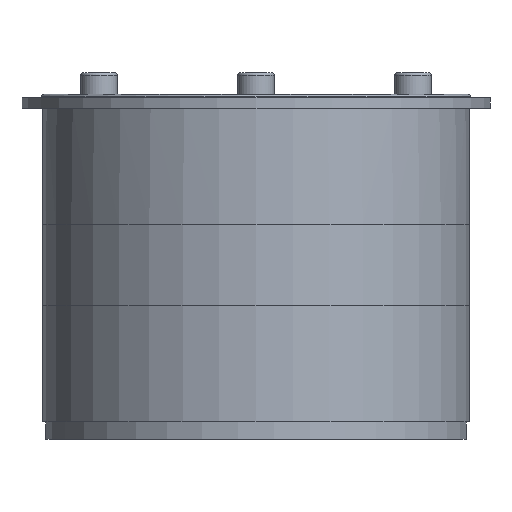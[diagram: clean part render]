
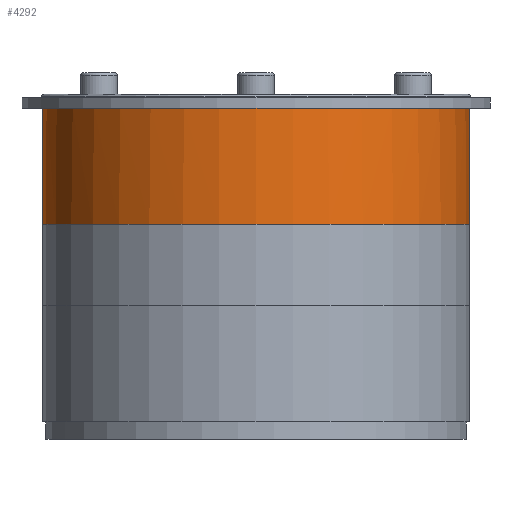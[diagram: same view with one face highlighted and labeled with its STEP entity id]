
A CAD part, front view. The second image highlights one B-rep face of the part: STEP entity #4292.
In plain terms, the highlighted cylindrical face has radius 50 mm (diameter 100 mm), a partial arc.
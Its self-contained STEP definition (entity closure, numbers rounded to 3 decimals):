
#194=LINE('',#6693,#452);
#195=LINE('',#6695,#453);
#452=VECTOR('',#5245,10.);
#453=VECTOR('',#5248,10.);
#689=CYLINDRICAL_SURFACE('',#4593,50.);
#755=FACE_OUTER_BOUND('',#1014,.T.);
#1014=EDGE_LOOP('',(#2724,#2725,#2726,#2727,#2728,#2729));
#1283=CIRCLE('',#4565,50.);
#1297=CIRCLE('',#4591,50.);
#1298=CIRCLE('',#4592,50.);
#1299=CIRCLE('',#4594,50.);
#1618=VERTEX_POINT('',#6586);
#1619=VERTEX_POINT('',#6588);
#1645=VERTEX_POINT('',#6675);
#1650=VERTEX_POINT('',#6684);
#1651=VERTEX_POINT('',#6686);
#1652=VERTEX_POINT('',#6689);
#2018=EDGE_CURVE('',#1619,#1618,#1283,.T.);
#2058=EDGE_CURVE('',#1650,#1651,#1297,.T.);
#2061=EDGE_CURVE('',#1652,#1645,#1298,.T.);
#2062=EDGE_CURVE('',#1651,#1618,#194,.T.);
#2063=EDGE_CURVE('',#1645,#1650,#1299,.T.);
#2064=EDGE_CURVE('',#1619,#1652,#195,.T.);
#2724=ORIENTED_EDGE('',*,*,#2018,.T.);
#2725=ORIENTED_EDGE('',*,*,#2062,.F.);
#2726=ORIENTED_EDGE('',*,*,#2058,.F.);
#2727=ORIENTED_EDGE('',*,*,#2063,.F.);
#2728=ORIENTED_EDGE('',*,*,#2061,.F.);
#2729=ORIENTED_EDGE('',*,*,#2064,.F.);
#4292=ADVANCED_FACE('',(#755),#689,.T.);
#4565=AXIS2_PLACEMENT_3D('',#6589,#5166,#5167);
#4591=AXIS2_PLACEMENT_3D('',#6687,#5237,#5238);
#4592=AXIS2_PLACEMENT_3D('',#6691,#5241,#5242);
#4593=AXIS2_PLACEMENT_3D('',#6692,#5243,#5244);
#4594=AXIS2_PLACEMENT_3D('',#6694,#5246,#5247);
#5166=DIRECTION('center_axis',(0.,0.,
1.));
#5167=DIRECTION('ref_axis',(1.,0.,0.));
#5237=DIRECTION('center_axis',(0.,0.,
1.));
#5238=DIRECTION('ref_axis',(1.,0.,0.));
#5241=DIRECTION('center_axis',(0.,0.,
1.));
#5242=DIRECTION('ref_axis',(1.,0.,0.));
#5243=DIRECTION('center_axis',(0.,0.,
-1.));
#5244=DIRECTION('ref_axis',(1.,0.,0.));
#5245=DIRECTION('',(0.,0.,-1.));
#5246=DIRECTION('center_axis',(0.,0.,
1.));
#5247=DIRECTION('ref_axis',(1.,0.,0.));
#5248=DIRECTION('',(0.,0.,1.));
#6586=CARTESIAN_POINT('',(50.,0.,-27.2));
#6588=CARTESIAN_POINT('',(-50.,0.,-27.2));
#6589=CARTESIAN_POINT('Origin',(0.,0.,
-27.2));
#6675=CARTESIAN_POINT('',(-49.99,-1.,0.));
#6684=CARTESIAN_POINT('',(49.99,-1.,0.));
#6686=CARTESIAN_POINT('',(50.,0.,0.));
#6687=CARTESIAN_POINT('Origin',(0.,0.,
0.));
#6689=CARTESIAN_POINT('',(-50.,0.,0.));
#6691=CARTESIAN_POINT('Origin',(0.,0.,
0.));
#6692=CARTESIAN_POINT('Origin',(0.,0.,-36.75));
#6693=CARTESIAN_POINT('',(50.,0.,-36.75));
#6694=CARTESIAN_POINT('Origin',(0.,0.,
0.));
#6695=CARTESIAN_POINT('',(-50.,0.,-36.75));
